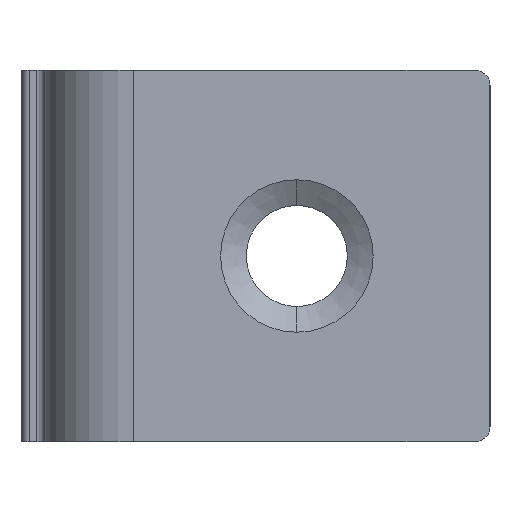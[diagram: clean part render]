
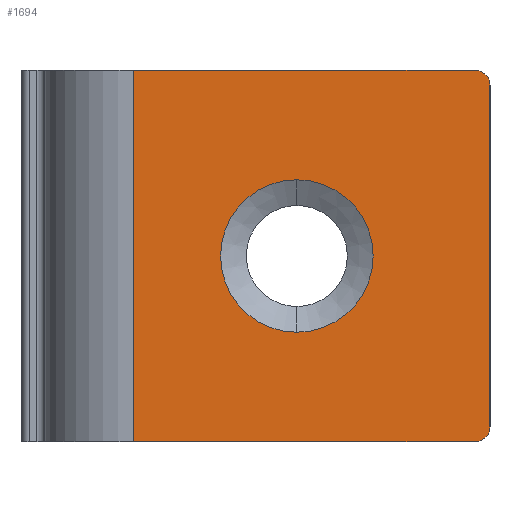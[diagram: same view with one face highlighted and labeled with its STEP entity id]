
A CAD part, left-side view. The second image highlights one B-rep face of the part: STEP entity #1694.
In plain terms, the highlighted planar face has unit normal (-1, 0, 0).
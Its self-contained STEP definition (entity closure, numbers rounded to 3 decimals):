
#88 = CARTESIAN_POINT ( 'NONE',  ( -38., -17., 17.632 ) ) ;
#199 = FACE_BOUND ( 'NONE', #926, .T. ) ;
#231 = CARTESIAN_POINT ( 'NONE',  ( -38., -7., 0. ) ) ;
#254 = ORIENTED_EDGE ( 'NONE', *, *, #748, .T. ) ;
#263 = CARTESIAN_POINT ( 'NONE',  ( -38., -7., 25. ) ) ;
#268 = VECTOR ( 'NONE', #1370, 1000. ) ;
#304 = CARTESIAN_POINT ( 'NONE',  ( -38., -29., 25. ) ) ;
#351 = CIRCLE ( 'NONE', #2147, 5.132 ) ;
#356 = DIRECTION ( 'NONE',  ( 0., 0., 1. ) ) ;
#373 = DIRECTION ( 'NONE',  ( 1., 0., 0. ) ) ;
#417 = CIRCLE ( 'NONE', #762, 1. ) ;
#439 = LINE ( 'NONE', #231, #268 ) ;
#487 = DIRECTION ( 'NONE',  ( 0., 0., -1. ) ) ;
#513 = VERTEX_POINT ( 'NONE', #2864 ) ;
#637 = AXIS2_PLACEMENT_3D ( 'NONE', #2753, #1355, #2524 ) ;
#668 = ORIENTED_EDGE ( 'NONE', *, *, #1067, .T. ) ;
#705 = LINE ( 'NONE', #263, #2205 ) ;
#748 = EDGE_CURVE ( 'NONE', #513, #1198, #351, .T. ) ;
#762 = AXIS2_PLACEMENT_3D ( 'NONE', #1489, #1426, #2176 ) ;
#819 = CARTESIAN_POINT ( 'NONE',  ( -38., -29., 0. ) ) ;
#831 = DIRECTION ( 'NONE',  ( -1., 0., 0. ) ) ;
#833 = VERTEX_POINT ( 'NONE', #1668 ) ;
#846 = FACE_OUTER_BOUND ( 'NONE', #2863, .T. ) ;
#926 = EDGE_LOOP ( 'NONE', ( #668, #254 ) ) ;
#970 = ORIENTED_EDGE ( 'NONE', *, *, #2349, .T. ) ;
#986 = DIRECTION ( 'NONE',  ( 1., 0., 0. ) ) ;
#1012 = CARTESIAN_POINT ( 'NONE',  ( -38., -6., 25. ) ) ;
#1050 = ORIENTED_EDGE ( 'NONE', *, *, #1903, .F. ) ;
#1067 = EDGE_CURVE ( 'NONE', #1198, #513, #2247, .T. ) ;
#1146 = EDGE_CURVE ( 'NONE', #2790, #2837, #2443, .T. ) ;
#1198 = VERTEX_POINT ( 'NONE', #88 ) ;
#1224 = VERTEX_POINT ( 'NONE', #819 ) ;
#1355 = DIRECTION ( 'NONE',  ( 1., 0., 0. ) ) ;
#1370 = DIRECTION ( 'NONE',  ( 0., -1., 0. ) ) ;
#1395 = DIRECTION ( 'NONE',  ( 0., 0., -1. ) ) ;
#1399 = EDGE_CURVE ( 'NONE', #2790, #1949, #1872, .T. ) ;
#1405 = CARTESIAN_POINT ( 'NONE',  ( -38., -17., 12.5 ) ) ;
#1426 = DIRECTION ( 'NONE',  ( -1., 0., 0. ) ) ;
#1446 = CARTESIAN_POINT ( 'NONE',  ( -38., -6., -11.011 ) ) ;
#1489 = CARTESIAN_POINT ( 'NONE',  ( -38., -29., 1. ) ) ;
#1568 = AXIS2_PLACEMENT_3D ( 'NONE', #2230, #373, #1602 ) ;
#1602 = DIRECTION ( 'NONE',  ( 0., 0., -1. ) ) ;
#1637 = DIRECTION ( 'NONE',  ( 0., -1., 0. ) ) ;
#1668 = CARTESIAN_POINT ( 'NONE',  ( -38., -6., 0. ) ) ;
#1694 = ADVANCED_FACE ( 'NONE', ( #199, #846 ), #2755, .F. ) ;
#1872 = LINE ( 'NONE', #2373, #1959 ) ;
#1903 = EDGE_CURVE ( 'NONE', #2077, #2837, #705, .T. ) ;
#1928 = LINE ( 'NONE', #1446, #2794 ) ;
#1930 = ORIENTED_EDGE ( 'NONE', *, *, #1399, .F. ) ;
#1949 = VERTEX_POINT ( 'NONE', #2368 ) ;
#1959 = VECTOR ( 'NONE', #1395, 1000. ) ;
#1979 = EDGE_CURVE ( 'NONE', #833, #2077, #1928, .T. ) ;
#2077 = VERTEX_POINT ( 'NONE', #1012 ) ;
#2147 = AXIS2_PLACEMENT_3D ( 'NONE', #1405, #986, #487 ) ;
#2176 = DIRECTION ( 'NONE',  ( 0., 0., -1. ) ) ;
#2205 = VECTOR ( 'NONE', #1637, 1000. ) ;
#2230 = CARTESIAN_POINT ( 'NONE',  ( -38., -7., 25. ) ) ;
#2247 = CIRCLE ( 'NONE', #637, 5.132 ) ;
#2349 = EDGE_CURVE ( 'NONE', #833, #1224, #439, .T. ) ;
#2362 = CARTESIAN_POINT ( 'NONE',  ( -38., -30., 24. ) ) ;
#2368 = CARTESIAN_POINT ( 'NONE',  ( -38., -30., 1. ) ) ;
#2373 = CARTESIAN_POINT ( 'NONE',  ( -38., -30., 25. ) ) ;
#2407 = DIRECTION ( 'NONE',  ( 0., 0., -1. ) ) ;
#2443 = CIRCLE ( 'NONE', #2980, 1. ) ;
#2524 = DIRECTION ( 'NONE',  ( 0., 0., -1. ) ) ;
#2530 = ORIENTED_EDGE ( 'NONE', *, *, #1146, .T. ) ;
#2576 = ORIENTED_EDGE ( 'NONE', *, *, #2822, .T. ) ;
#2683 = CARTESIAN_POINT ( 'NONE',  ( -38., -29., 24. ) ) ;
#2753 = CARTESIAN_POINT ( 'NONE',  ( -38., -17., 12.5 ) ) ;
#2755 = PLANE ( 'NONE',  #1568 ) ;
#2790 = VERTEX_POINT ( 'NONE', #2362 ) ;
#2794 = VECTOR ( 'NONE', #356, 1000. ) ;
#2817 = ORIENTED_EDGE ( 'NONE', *, *, #1979, .F. ) ;
#2822 = EDGE_CURVE ( 'NONE', #1224, #1949, #417, .T. ) ;
#2837 = VERTEX_POINT ( 'NONE', #304 ) ;
#2863 = EDGE_LOOP ( 'NONE', ( #970, #2576, #1930, #2530, #1050, #2817 ) ) ;
#2864 = CARTESIAN_POINT ( 'NONE',  ( -38., -17., 7.368 ) ) ;
#2980 = AXIS2_PLACEMENT_3D ( 'NONE', #2683, #831, #2407 ) ;
